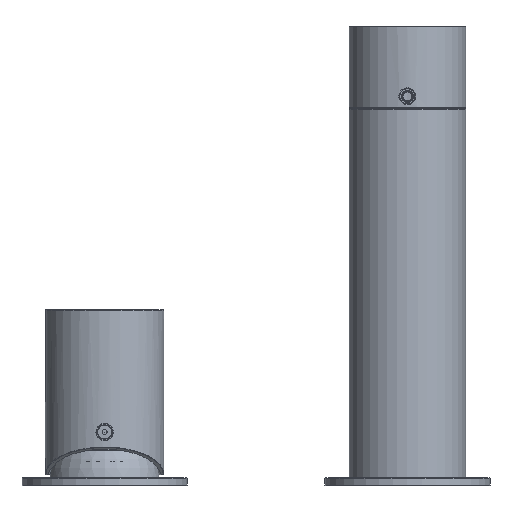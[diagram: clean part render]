
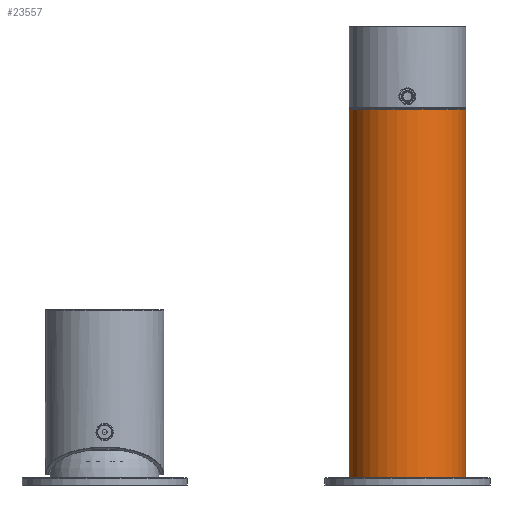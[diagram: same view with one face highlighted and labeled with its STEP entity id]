
A CAD part, left-side view. The second image highlights one B-rep face of the part: STEP entity #23557.
In plain terms, the highlighted cylindrical face has radius 21.2 mm (diameter 42.4 mm), a full revolution.
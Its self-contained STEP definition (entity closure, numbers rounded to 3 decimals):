
#6590=ORIENTED_EDGE('',*,*,#12953,.T.);
#6591=ORIENTED_EDGE('',*,*,#12954,.T.);
#12953=EDGE_CURVE('',#16142,#16142,#18282,.F.);
#12954=EDGE_CURVE('',#16143,#16143,#18283,.T.);
#16142=VERTEX_POINT('',#33824);
#16143=VERTEX_POINT('',#33826);
#18282=CIRCLE('',#24771,21.2);
#18283=CIRCLE('',#24772,21.2);
#18692=EDGE_LOOP('',(#6590));
#18693=EDGE_LOOP('',(#6591));
#20223=FACE_BOUND('',#18692,.T.);
#20224=FACE_BOUND('',#18693,.T.);
#21731=CYLINDRICAL_SURFACE('',#24770,21.2);
#23557=ADVANCED_FACE('',(#20223,#20224),#21731,.T.);
#24770=AXIS2_PLACEMENT_3D('',#33822,#26341,#26342);
#24771=AXIS2_PLACEMENT_3D('',#33823,#26343,#26344);
#24772=AXIS2_PLACEMENT_3D('',#33825,#26345,#26346);
#26341=DIRECTION('',(0.,0.,-1.));
#26342=DIRECTION('',(-1.,0.,0.));
#26343=DIRECTION('',(0.,0.,-1.));
#26344=DIRECTION('',(-1.,0.,0.));
#26345=DIRECTION('',(0.,0.,-1.));
#26346=DIRECTION('',(-1.,0.,0.));
#33822=CARTESIAN_POINT('',(0.,0.,185.4));
#33823=CARTESIAN_POINT('',(0.,0.,0.2));
#33824=CARTESIAN_POINT('',(-21.2,0.,0.2));
#33825=CARTESIAN_POINT('',(0.,0.,135.3));
#33826=CARTESIAN_POINT('',(-21.2,0.,135.3));
